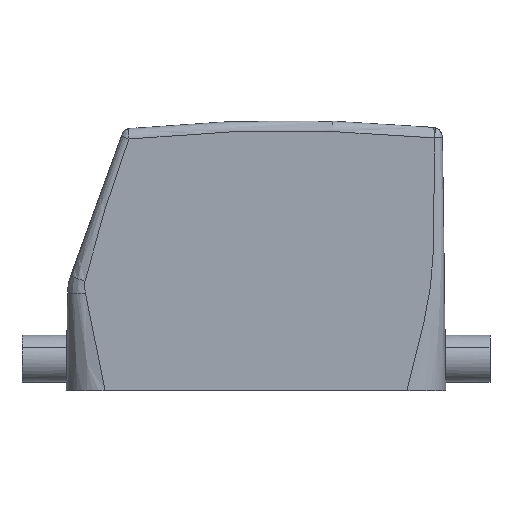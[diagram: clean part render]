
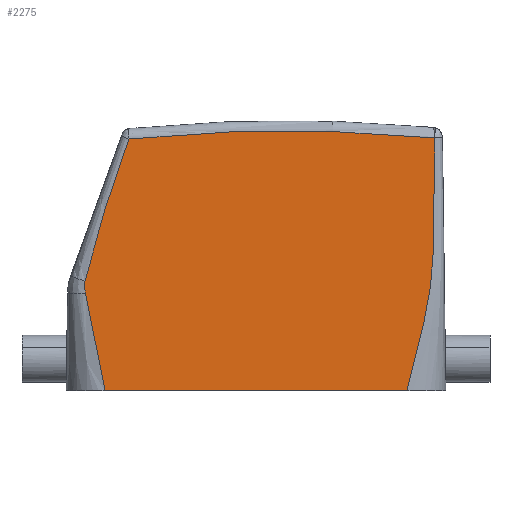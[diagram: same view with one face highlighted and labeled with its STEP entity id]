
A CAD part, left-side view. The second image highlights one B-rep face of the part: STEP entity #2275.
In plain terms, the highlighted planar face has unit normal (-1, 0, 0).
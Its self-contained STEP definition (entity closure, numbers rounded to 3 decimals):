
#2206=AXIS2_PLACEMENT_3D('Plane Axis2P3D',#2203,#2204,#2205) ;
#2210=AXIS2_PLACEMENT_3D('Circle Axis2P3D',#2208,#2209,$) ;
#1200=CARTESIAN_POINT('Vertex',(0.,77.897,21.087)) ;
#1204=CARTESIAN_POINT('Control Point',(0.,69.475,48.438)) ;
#1205=CARTESIAN_POINT('Control Point',(0.,69.691,47.82)) ;
#1206=CARTESIAN_POINT('Control Point',(0.,69.916,47.179)) ;
#1207=CARTESIAN_POINT('Control Point',(0.,70.132,46.558)) ;
#1208=CARTESIAN_POINT('Control Point',(0.,70.536,45.391)) ;
#1209=CARTESIAN_POINT('Control Point',(0.,70.936,44.226)) ;
#1210=CARTESIAN_POINT('Control Point',(0.,71.12,43.688)) ;
#1211=CARTESIAN_POINT('Control Point',(0.,71.577,42.345)) ;
#1212=CARTESIAN_POINT('Control Point',(0.,72.03,41.001)) ;
#1213=CARTESIAN_POINT('Control Point',(0.,72.299,40.195)) ;
#1214=CARTESIAN_POINT('Control Point',(0.,72.836,38.581)) ;
#1215=CARTESIAN_POINT('Control Point',(0.,73.368,36.966)) ;
#1216=CARTESIAN_POINT('Control Point',(0.,73.632,36.158)) ;
#1217=CARTESIAN_POINT('Control Point',(0.,74.15,34.567)) ;
#1218=CARTESIAN_POINT('Control Point',(0.,74.66,32.975)) ;
#1219=CARTESIAN_POINT('Control Point',(0.,74.9,32.219)) ;
#1220=CARTESIAN_POINT('Control Point',(0.,75.738,29.545)) ;
#1221=CARTESIAN_POINT('Control Point',(0.,76.528,26.858)) ;
#1222=CARTESIAN_POINT('Control Point',(0.,77.037,24.948)) ;
#1223=CARTESIAN_POINT('Control Point',(0.,77.493,23.019)) ;
#1224=CARTESIAN_POINT('Control Point',(0.,77.897,21.087)) ;
#1225=CARTESIAN_POINT('Vertex',(0.,69.475,48.438)) ;
#2185=CARTESIAN_POINT('Vertex',(0.,77.788,18.755)) ;
#2189=CARTESIAN_POINT('Control Point',(0.,77.897,21.087)) ;
#2190=CARTESIAN_POINT('Control Point',(0.,77.967,20.612)) ;
#2191=CARTESIAN_POINT('Control Point',(0.,77.993,20.133)) ;
#2192=CARTESIAN_POINT('Control Point',(0.,77.971,19.657)) ;
#2193=CARTESIAN_POINT('Control Point',(0.,77.901,19.195)) ;
#2194=CARTESIAN_POINT('Control Point',(0.,77.788,18.755)) ;
#2203=CARTESIAN_POINT('Axis2P3D Location',(0.,3.169,-31.164)) ;
#2208=CARTESIAN_POINT('Axis2P3D Location',(0.,39.,-248.)) ;
#2212=CARTESIAN_POINT('Vertex',(0.,10.635,48.647)) ;
#2216=CARTESIAN_POINT('Control Point',(0.,77.788,18.755)) ;
#2217=CARTESIAN_POINT('Control Point',(0.,77.478,16.856)) ;
#2218=CARTESIAN_POINT('Control Point',(0.,77.13,14.961)) ;
#2219=CARTESIAN_POINT('Control Point',(0.,76.754,13.074)) ;
#2220=CARTESIAN_POINT('Control Point',(0.,76.214,10.483)) ;
#2221=CARTESIAN_POINT('Control Point',(0.,75.663,7.889)) ;
#2222=CARTESIAN_POINT('Control Point',(0.,75.461,6.941)) ;
#2223=CARTESIAN_POINT('Control Point',(0.,75.072,5.108)) ;
#2224=CARTESIAN_POINT('Control Point',(0.,74.688,3.276)) ;
#2225=CARTESIAN_POINT('Control Point',(0.,74.469,2.219)) ;
#2226=CARTESIAN_POINT('Control Point',(0.,74.244,1.115)) ;
#2227=CARTESIAN_POINT('Control Point',(0.,74.02,0.)) ;
#2228=CARTESIAN_POINT('Vertex',(0.,74.02,0.)) ;
#2231=CARTESIAN_POINT('Line Origine',(0.,44.998,0.)) ;
#2235=CARTESIAN_POINT('Vertex',(0.,15.976,0.)) ;
#2239=CARTESIAN_POINT('Control Point',(0.,10.635,48.647)) ;
#2240=CARTESIAN_POINT('Control Point',(0.,10.635,48.566)) ;
#2241=CARTESIAN_POINT('Control Point',(0.,10.635,48.486)) ;
#2242=CARTESIAN_POINT('Control Point',(0.,10.634,48.394)) ;
#2243=CARTESIAN_POINT('Control Point',(0.,10.634,48.197)) ;
#2244=CARTESIAN_POINT('Control Point',(0.,10.633,48.022)) ;
#2245=CARTESIAN_POINT('Control Point',(0.,10.633,47.949)) ;
#2246=CARTESIAN_POINT('Control Point',(0.,10.619,43.955)) ;
#2247=CARTESIAN_POINT('Control Point',(0.,10.632,39.962)) ;
#2248=CARTESIAN_POINT('Control Point',(0.,10.701,36.039)) ;
#2249=CARTESIAN_POINT('Control Point',(0.,10.747,31.909)) ;
#2250=CARTESIAN_POINT('Control Point',(0.,10.873,27.783)) ;
#2251=CARTESIAN_POINT('Control Point',(0.,10.88,27.565)) ;
#2252=CARTESIAN_POINT('Control Point',(0.,10.901,26.931)) ;
#2253=CARTESIAN_POINT('Control Point',(0.,10.925,26.298)) ;
#2254=CARTESIAN_POINT('Control Point',(0.,10.943,25.883)) ;
#2255=CARTESIAN_POINT('Control Point',(0.,10.983,25.075)) ;
#2256=CARTESIAN_POINT('Control Point',(0.,11.032,24.265)) ;
#2257=CARTESIAN_POINT('Control Point',(0.,11.059,23.869)) ;
#2258=CARTESIAN_POINT('Control Point',(0.,11.279,20.951)) ;
#2259=CARTESIAN_POINT('Control Point',(0.,11.66,18.043)) ;
#2260=CARTESIAN_POINT('Control Point',(0.,12.143,15.539)) ;
#2261=CARTESIAN_POINT('Control Point',(0.,13.202,10.936)) ;
#2262=CARTESIAN_POINT('Control Point',(0.,14.398,6.362)) ;
#2263=CARTESIAN_POINT('Control Point',(0.,14.95,4.242)) ;
#2264=CARTESIAN_POINT('Control Point',(0.,15.471,2.123)) ;
#2265=CARTESIAN_POINT('Control Point',(0.,15.976,0.)) ;
#2204=DIRECTION('Axis2P3D Direction',(-1.,0.,0.)) ;
#2205=DIRECTION('Axis2P3D XDirection',(0.,-0.17,0.985)) ;
#2209=DIRECTION('Axis2P3D Direction',(-1.,0.,0.)) ;
#2232=DIRECTION('Vector Direction',(0.,-1.,0.)) ;
#2233=VECTOR('Line Direction',#2232,1.) ;
#2268=ORIENTED_EDGE('',*,*,#2214,.T.) ;
#2269=ORIENTED_EDGE('',*,*,#1227,.F.) ;
#2270=ORIENTED_EDGE('',*,*,#2195,.F.) ;
#2271=ORIENTED_EDGE('',*,*,#2230,.F.) ;
#2272=ORIENTED_EDGE('',*,*,#2237,.T.) ;
#2273=ORIENTED_EDGE('',*,*,#2266,.T.) ;
#2275=ADVANCED_FACE('Housing',(#2274),#2207,.T.) ;
#1203=B_SPLINE_CURVE_WITH_KNOTS('',5,(#1204,#1205,#1206,#1207,#1208,#1209,#1210,#1211,#1212,#1213,#1214,#1215,#1216,#1217,#1218,#1219,#1220,#1221,#1222,#1223,#1224),.UNSPECIFIED.,.F.,.U.,(6,3,3,3,3,3,6),(102.121,105.442,108.274,112.513,116.752,120.853,130.735),.UNSPECIFIED.) ;
#2188=B_SPLINE_CURVE_WITH_KNOTS('',5,(#2189,#2190,#2191,#2192,#2193,#2194),.UNSPECIFIED.,.F.,.U.,(6,6),(155.256,158.24),.UNSPECIFIED.) ;
#2215=B_SPLINE_CURVE_WITH_KNOTS('',5,(#2216,#2217,#2218,#2219,#2220,#2221,#2222,#2223,#2224,#2225,#2226,#2227),.UNSPECIFIED.,.F.,.U.,(6,3,3,6),(0.,13.596,18.683,26.773),.UNSPECIFIED.) ;
#2238=B_SPLINE_CURVE_WITH_KNOTS('',5,(#2239,#2240,#2241,#2242,#2243,#2244,#2245,#2246,#2247,#2248,#2249,#2250,#2251,#2252,#2253,#2254,#2255,#2256,#2257,#2258,#2259,#2260,#2261,#2262,#2263,#2264,#2265),.UNSPECIFIED.,.F.,.U.,(6,3,3,3,3,3,3,3,6),(0.,0.57,1.141,28.879,30.426,33.38,36.18,54.129,69.543),.UNSPECIFIED.) ;
#2211=CIRCLE('generated circle',#2210,298.) ;
#1227=EDGE_CURVE('',#1201,#1226,#1203,.F.) ;
#2195=EDGE_CURVE('',#2186,#1201,#2188,.F.) ;
#2214=EDGE_CURVE('',#2213,#1226,#2211,.T.) ;
#2230=EDGE_CURVE('',#2229,#2186,#2215,.F.) ;
#2237=EDGE_CURVE('',#2229,#2236,#2234,.T.) ;
#2266=EDGE_CURVE('',#2236,#2213,#2238,.F.) ;
#2267=EDGE_LOOP('',(#2268,#2269,#2270,#2271,#2272,#2273)) ;
#2274=FACE_OUTER_BOUND('',#2267,.T.) ;
#2234=LINE('Line',#2231,#2233) ;
#2207=PLANE('',#2206) ;
#1201=VERTEX_POINT('',#1200) ;
#1226=VERTEX_POINT('',#1225) ;
#2186=VERTEX_POINT('',#2185) ;
#2213=VERTEX_POINT('',#2212) ;
#2229=VERTEX_POINT('',#2228) ;
#2236=VERTEX_POINT('',#2235) ;
